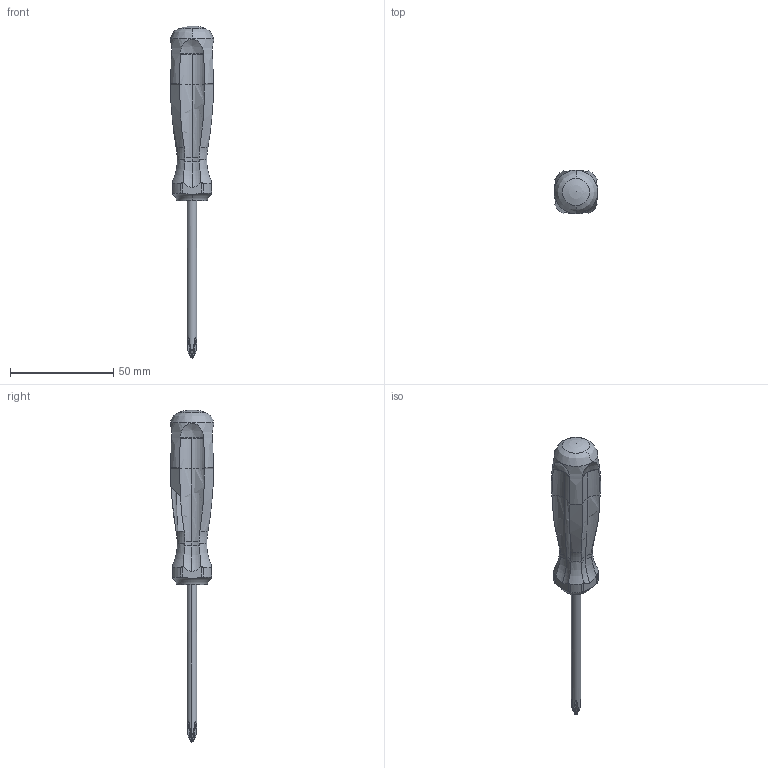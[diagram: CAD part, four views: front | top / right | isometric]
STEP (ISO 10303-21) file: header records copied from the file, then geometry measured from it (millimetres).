
FILE_DESCRIPTION(('produced by SPATIAL CORP'),'2;1');
FILE_NAME('screw_driver1.hh.sat.stp', '2002-04-12T11:56:10+00:00',('SPATIAL CORP'),('SPATIAL CORP'), 'ACIS STEP Husk','http://www.spatial.com','SPATIAL CORP');
FILE_SCHEMA(('CONFIG_CONTROL_DESIGN'));
Length unit declared in the file: millimetre
Products named in the file (1): PRODUCT_ID_1
Bounding box: 21.15 x 21.15 x 160.66 mm (x, y, z)
Volume: 23729.4 mm3; surface area: 7141.5 mm2
Topology: 1 solids, 1 shells, 107 faces, 320 edges, 206 vertices
Faces by surface type: torus 50, bspline 22, cylinder 14, cone 14, plane 5, sphere 2
Entity records: 4576 total; most frequent: CARTESIAN_POINT 2234, ORIENTED_EDGE 616, DIRECTION 310, EDGE_CURVE 308, VERTEX_POINT 204, B_SPLINE_CURVE_WITH_KNOTS 158, AXIS2_PLACEMENT_3D 145, EDGE_LOOP 108
